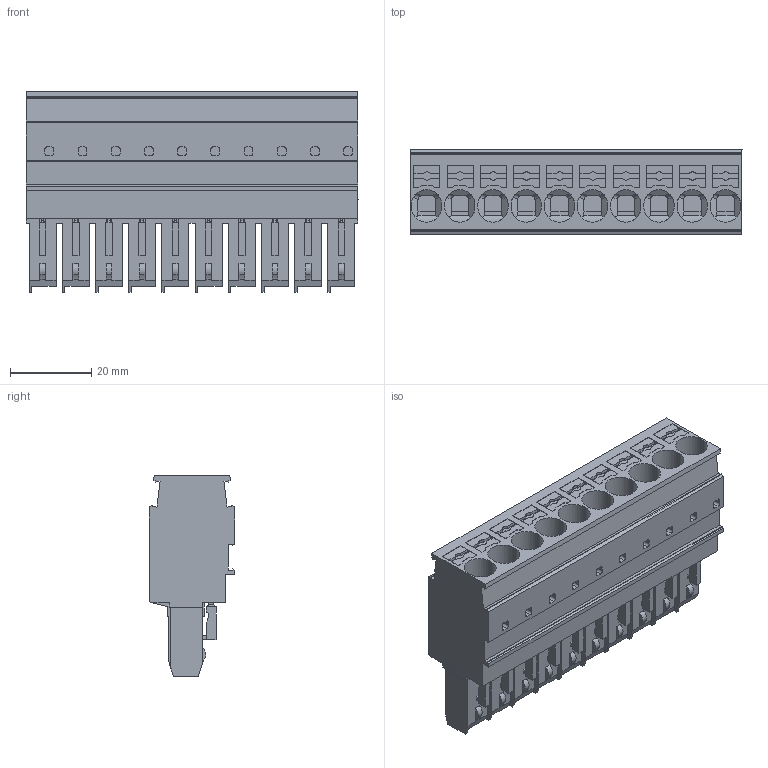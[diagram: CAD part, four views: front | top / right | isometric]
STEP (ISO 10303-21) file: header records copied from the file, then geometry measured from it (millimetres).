
FILE_DESCRIPTION(('Creo Elements/Direct Modeling STEP Export'),'2;1');
FILE_NAME('model.stp','2021-03-17T 7:32:38',(''),(''),'Creo Elements/Direct Modeling STEP processor for AP214 (Solid Model)','Creo Elements/Direct Modeling 20.1D 10-Oct-2020 (C) Parametric Technology GmbH','');
FILE_SCHEMA(('AUTOMOTIVE_DESIGN { 1 0 10303 214 1 1 1 1 }'));
Products named in the file (2): PP_H_6_10-select
Assembly tree (1 placements, depth 2):
  PP_H_6_10-select
    PP_H_6_10-select
Bounding box: 81.5 x 21 x 49.33 mm (x, y, z)
Volume: 47037.1 mm3; surface area: 24797 mm2
Topology: 1 solids, 1 shells, 1652 faces, 4792 edges, 3190 vertices
Faces by surface type: plane 1202, cylinder 410, torus 40
Entity records: 78310 total; most frequent: CARTESIAN_POINT 20587, ORIENTED_EDGE 9584, DIRECTION 8852, EDGE_CURVE 4792, VECTOR 3682, LINE 3682, VERTEX_POINT 3190, AXIS2_PLACEMENT_3D 2585
